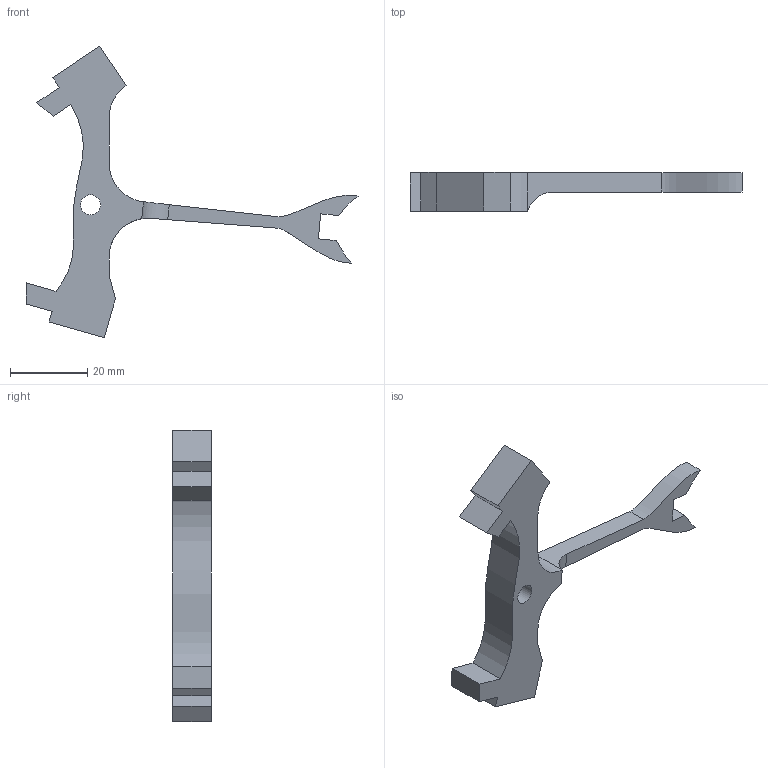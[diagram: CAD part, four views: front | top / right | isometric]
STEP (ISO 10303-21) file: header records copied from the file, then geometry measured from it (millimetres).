
FILE_DESCRIPTION(/* description */ (''),/* implementation_level */ '2;1');
FILE_NAME(/* name */ 'anchorv2.step',/* time_stamp */ '2025-12-01T21:23:57-08:00',/* author */ (''),/* organization */ (''),/* preprocessor_version */ 'ST-DEVELOPER v20.1',/* originating_system */ 'Autodesk Translation Framework v14.21.0.0',/* authorisation */ '');
FILE_SCHEMA (('AUTOMOTIVE_DESIGN { 1 0 10303 214 3 1 1 }'));
Length unit declared in the file: millimetre
Products named in the file (1): lever
Bounding box: 85.84 x 10 x 75.4 mm (x, y, z)
Volume: 10253.8 mm3; surface area: 5298.5 mm2
Topology: 1 solids, 1 shells, 33 faces, 92 edges, 61 vertices
Faces by surface type: plane 23, cylinder 5, bspline 5
Full cylindrical faces by diameter (mm): 5.2 x1
Entity records: 1622 total; most frequent: CARTESIAN_POINT 772, ORIENTED_EDGE 184, DIRECTION 149, EDGE_CURVE 92, LINE 71, VECTOR 71, VERTEX_POINT 61, AXIS2_PLACEMENT_3D 39
